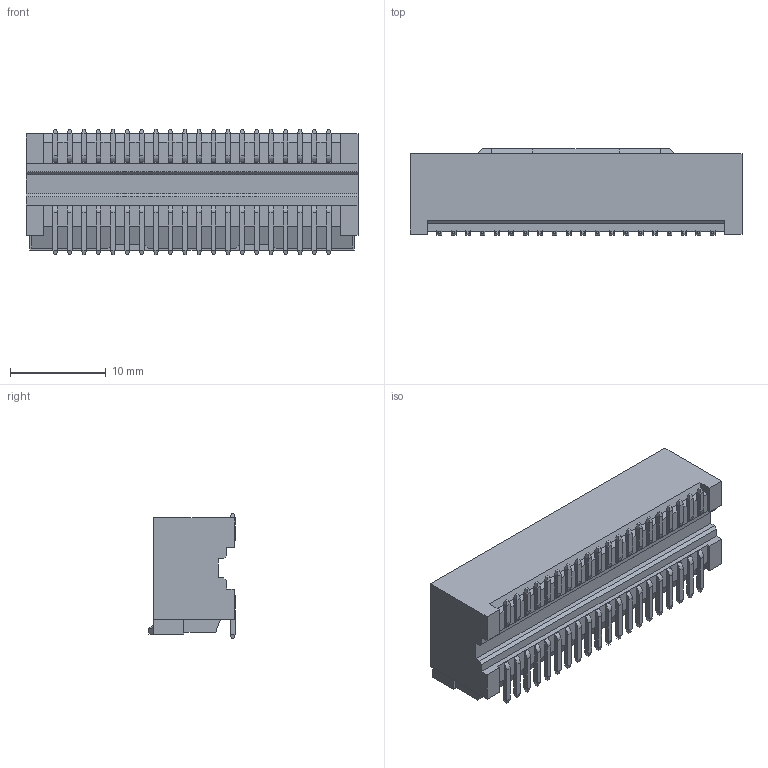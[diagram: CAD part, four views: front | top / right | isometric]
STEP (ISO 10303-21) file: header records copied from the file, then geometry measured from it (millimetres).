
FILE_DESCRIPTION((''),'2;1');
FILE_NAME('2016450400','2018-12-27T',('gga'),(''),'PRO/ENGINEER BY PARAMETRIC TECHNOLOGY CORPORATION, 2016010','PRO/ENGINEER BY PARAMETRIC TECHNOLOGY CORPORATION, 2016010','');
FILE_SCHEMA(('CONFIG_CONTROL_DESIGN'));
Length unit declared in the file: millimetre
Products named in the file (1): 2016450400
Bounding box: 34.6 x 9 x 13.1 mm (x, y, z)
Volume: 1611.5 mm3; surface area: 3156.4 mm2
Topology: 2 solids, 2 shells, 1039 faces, 2828 edges, 1832 vertices
Faces by surface type: plane 999, cylinder 40
Entity records: 31555 total; most frequent: CARTESIAN_POINT 5540, ORIENTED_EDGE 5336, DIRECTION 4988, VECTOR 2748, LINE 2748, EDGE_CURVE 2668, VERTEX_POINT 1672, AXIS2_PLACEMENT_3D 1120
